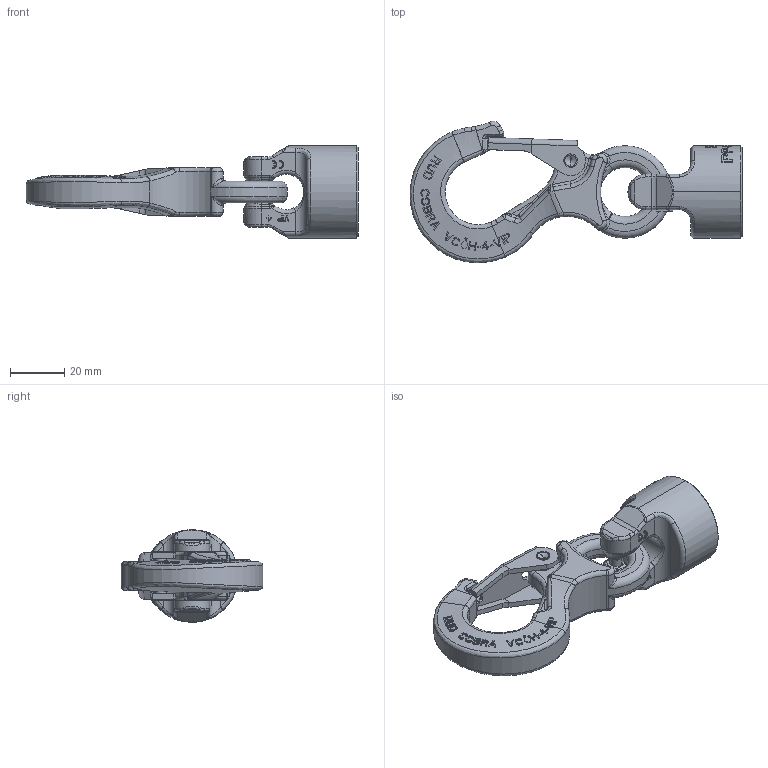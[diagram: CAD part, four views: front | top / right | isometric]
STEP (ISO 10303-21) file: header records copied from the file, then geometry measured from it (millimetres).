
FILE_DESCRIPTION((''),'2;1');
FILE_NAME('001-M31453-P-50_ASM','2019-04-29T',('anja.joas'),(''),'PRO/ENGINEER BY PARAMETRIC TECHNOLOGY CORPORATION, 2011490','PRO/ENGINEER BY PARAMETRIC TECHNOLOGY CORPORATION, 2011490','');
FILE_SCHEMA(('CONFIG_CONTROL_DESIGN'));
Length unit declared in the file: millimetre
Products named in the file (5): 001-M31453-P-20_AF0; 001-M34327-P-02; 001-M31567-P-1; 001-M34327-P-02_ASM; 001-M31453-P-50_ASM
Assembly tree (4 placements, depth 3):
  001-M31453-P-50_ASM
    001-M31453-P-20_AF0
    001-M34327-P-02_ASM
      001-M34327-P-02
      001-M31567-P-1
Bounding box: 122 x 51.98 x 34 mm (x, y, z)
Volume: 47844.2 mm3; surface area: 15790.8 mm2
Topology: 3 solids, 3 shells, 1256 faces, 3293 edges, 2092 vertices
Faces by surface type: plane 823, bspline 219, cylinder 138, torus 56, sphere 14, cone 6
Entity records: 50777 total; most frequent: CARTESIAN_POINT 23328, ORIENTED_EDGE 6578, DIRECTION 4348, EDGE_CURVE 3289, VERTEX_POINT 2092, AXIS2_PLACEMENT_3D 1570, B_SPLINE_CURVE_WITH_KNOTS 1559, EDGE_LOOP 1317
